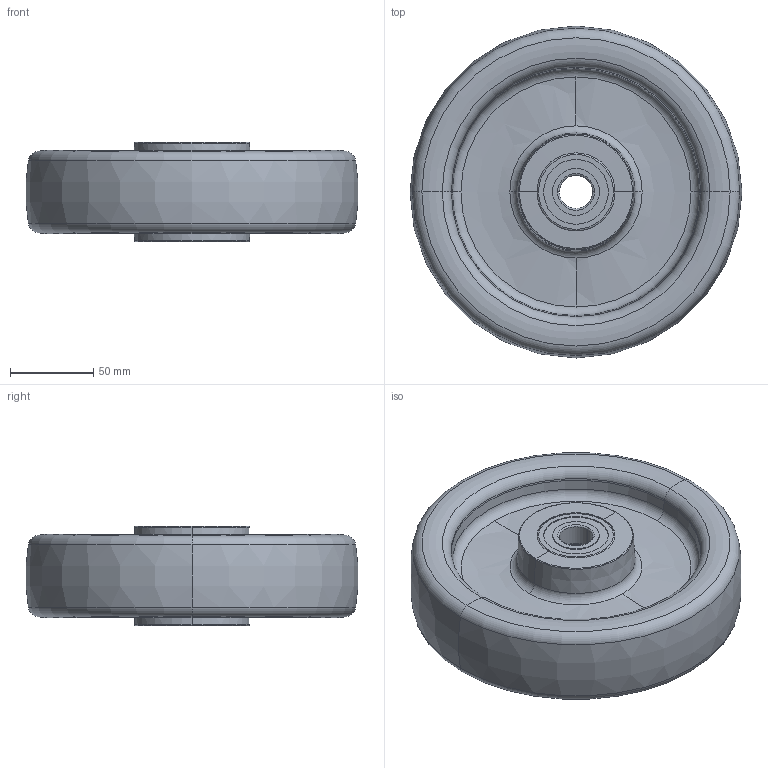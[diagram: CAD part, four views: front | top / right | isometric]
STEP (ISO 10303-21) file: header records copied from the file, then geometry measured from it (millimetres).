
FILE_DESCRIPTION (( 'STEP AP214' ), '1' );
FILE_NAME ('0033394.step', '2023-01-23T10:12:50', ( '' ), ( '' ), 'SwSTEP 2.0', 'SolidWorks 2020', '' );
FILE_SCHEMA (( 'AUTOMOTIVE_DESIGN' ));
Length unit declared in the file: millimetre
Products named in the file (1): 0033394
Bounding box: 199.64 x 199.64 x 60.1 mm (x, y, z)
Surface area: 117923.7 mm2 (no closed solid volume)
Topology: 0 solids, 8 shells, 84 faces, 192 edges, 116 vertices
Faces by surface type: torus 42, cone 16, cylinder 14, plane 8, bspline 4
Entity records: 3396 total; most frequent: DIRECTION 508, CARTESIAN_POINT 465, ORIENTED_EDGE 352, AXIS2_PLACEMENT_3D 239, EDGE_CURVE 192, CIRCLE 158, VERTEX_POINT 116, EDGE_LOOP 92
